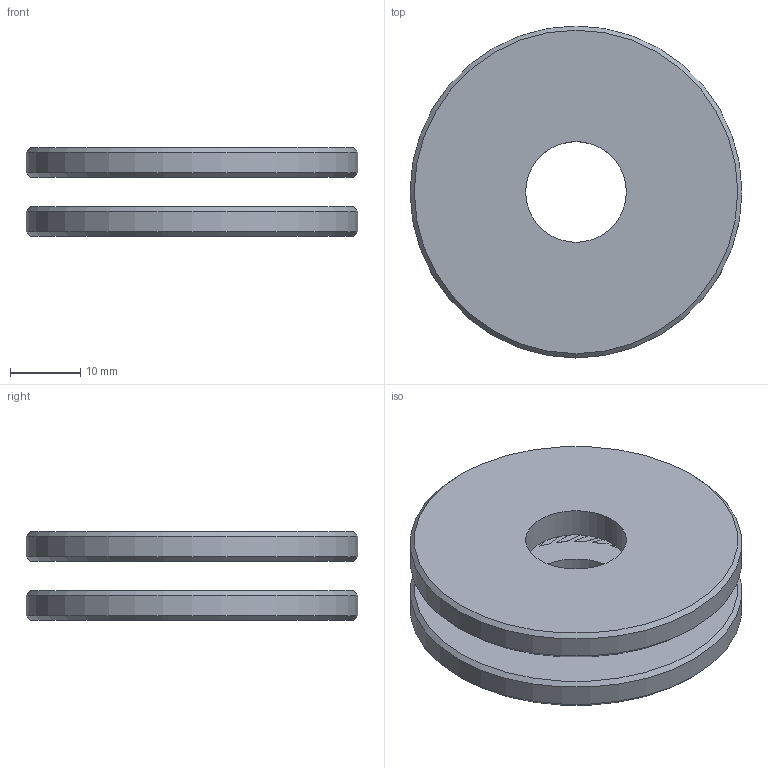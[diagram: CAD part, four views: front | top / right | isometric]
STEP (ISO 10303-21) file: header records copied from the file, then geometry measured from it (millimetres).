
FILE_DESCRIPTION(('Open CASCADE Model'),'2;1');
FILE_NAME('Open CASCADE Shape Model','2023-12-09T23:15:39',('Author'),( 'Open CASCADE'),'Open CASCADE STEP processor 7.7','Open CASCADE 7.7' ,'Unknown');
FILE_SCHEMA(('AUTOMOTIVE_DESIGN { 1 0 10303 214 1 1 1 1 }'));
Length unit declared in the file: millimetre
Products named in the file (5): SGTB; Right SGTB; Right SGTB_part; Left SGTB; Left SGTB_part
Assembly tree (4 placements, depth 3):
  SGTB
    Right SGTB
      Right SGTB_part
    Left SGTB
      Left SGTB_part
Bounding box: 47.1 x 47.1 x 12.55 mm (x, y, z)
Volume: 13105.3 mm3; surface area: 7741.4 mm2
Topology: 2 solids, 2 shells, 292 faces, 692 edges, 460 vertices
Faces by surface type: extrusion 224, plane 60, cylinder 4, cone 4
Full cylindrical faces by diameter (mm): 14.297 x2, 47.1 x2
Entity records: 25073 total; most frequent: CARTESIAN_POINT 12381, DIRECTION 1554, ORIENTED_EDGE 1384, PCURVE 1384, DEFINITIONAL_REPRESENTATION 1384, VECTOR 1380, LINE 1156, B_SPLINE_CURVE_WITH_KNOTS 1124
